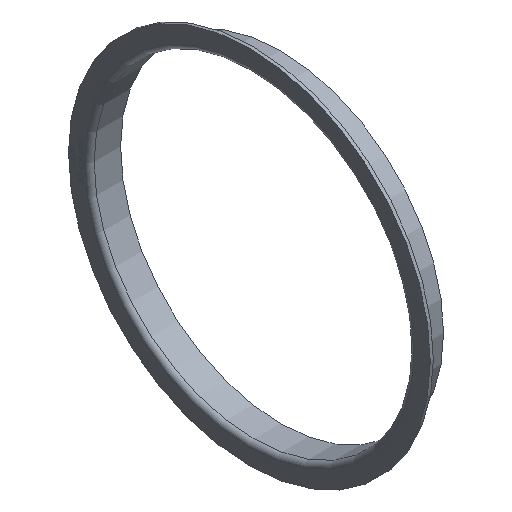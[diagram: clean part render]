
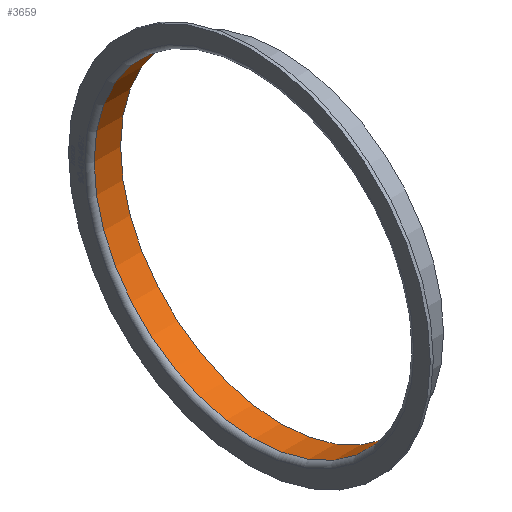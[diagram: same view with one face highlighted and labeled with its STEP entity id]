
A CAD part, isometric view. The second image highlights one B-rep face of the part: STEP entity #3659.
In plain terms, the highlighted cylindrical face has radius 205.55 mm (diameter 411.1 mm), a full revolution.
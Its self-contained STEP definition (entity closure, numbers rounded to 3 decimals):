
#531 = CARTESIAN_POINT ( 'NONE',  ( 0., 0., 0. ) ) ;
#833 = FACE_OUTER_BOUND ( 'NONE', #6286, .T. ) ;
#1530 = AXIS2_PLACEMENT_3D ( 'NONE', #531, #3994, #1719 ) ;
#1719 = DIRECTION ( 'NONE',  ( 0., 0., 1. ) ) ;
#2661 = VERTEX_POINT ( 'NONE', #13261 ) ;
#2742 = CIRCLE ( 'NONE', #7879, 205.55 ) ;
#2872 = EDGE_LOOP ( 'NONE', ( #4873 ) ) ;
#3659 = ADVANCED_FACE ( 'NONE', ( #833, #6973 ), #11297, .F. ) ;
#3810 = ORIENTED_EDGE ( 'NONE', *, *, #6769, .T. ) ;
#3973 = AXIS2_PLACEMENT_3D ( 'NONE', #11845, #4535, #9623 ) ;
#3994 = DIRECTION ( 'NONE',  ( -1., 0., 0. ) ) ;
#4535 = DIRECTION ( 'NONE',  ( -1., 0., 0. ) ) ;
#4873 = ORIENTED_EDGE ( 'NONE', *, *, #8760, .F. ) ;
#4976 = VERTEX_POINT ( 'NONE', #11311 ) ;
#6286 = EDGE_LOOP ( 'NONE', ( #3810 ) ) ;
#6769 = EDGE_CURVE ( 'NONE', #2661, #2661, #7958, .T. ) ;
#6973 = FACE_OUTER_BOUND ( 'NONE', #2872, .T. ) ;
#7879 = AXIS2_PLACEMENT_3D ( 'NONE', #11707, #12880, #13813 ) ;
#7958 = CIRCLE ( 'NONE', #3973, 205.55 ) ;
#8760 = EDGE_CURVE ( 'NONE', #4976, #4976, #2742, .T. ) ;
#9623 = DIRECTION ( 'NONE',  ( 0., 0., -1. ) ) ;
#11297 = CYLINDRICAL_SURFACE ( 'NONE', #1530, 205.55 ) ;
#11311 = CARTESIAN_POINT ( 'NONE',  ( 40., 0., 205.55 ) ) ;
#11707 = CARTESIAN_POINT ( 'NONE',  ( 40., 0., 0. ) ) ;
#11845 = CARTESIAN_POINT ( 'NONE',  ( 6., 0., 0. ) ) ;
#12880 = DIRECTION ( 'NONE',  ( -1., 0., 0. ) ) ;
#13261 = CARTESIAN_POINT ( 'NONE',  ( 6., 0., -205.55 ) ) ;
#13813 = DIRECTION ( 'NONE',  ( 0., 0., 1. ) ) ;
